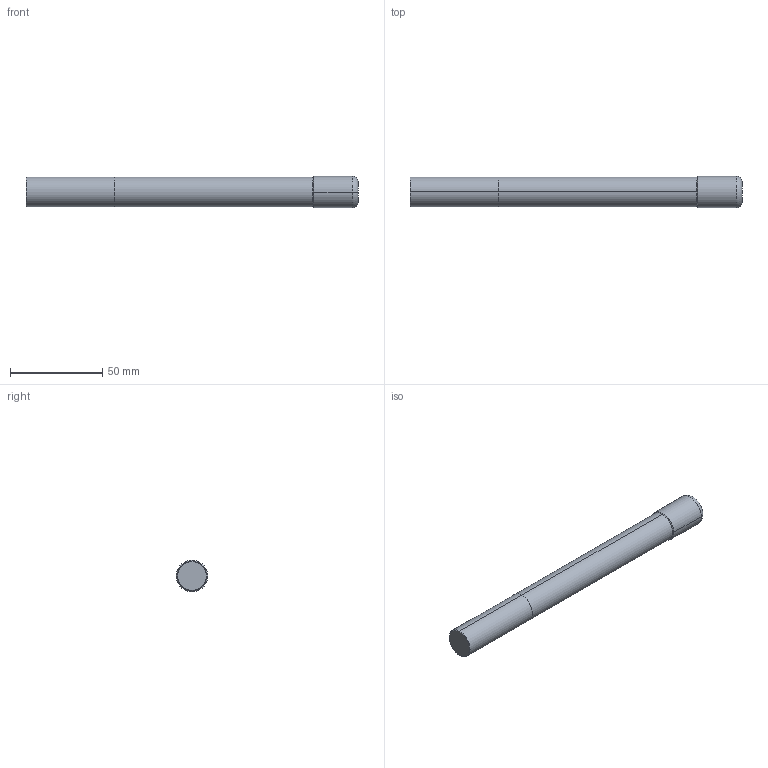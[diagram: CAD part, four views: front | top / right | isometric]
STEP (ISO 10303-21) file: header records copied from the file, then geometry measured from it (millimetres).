
FILE_DESCRIPTION((''),'2;1');
FILE_NAME('52107179_ASM','2019-10-16T16:33:03',('SCHMIDTST'),(''),'CREO PARAMETRIC BY PTC INC, 2018400','CREO PARAMETRIC BY PTC INC, 2018400','');
FILE_SCHEMA(('AUTOMOTIVE_DESIGN { 1 0 10303 214 1 1 1 1 }'));
Length unit declared in the file: millimetre
Products named in the file (3): 52107179NC; 52107179C; 52107179_ASM
Assembly tree (2 placements, depth 2):
  52107179_ASM
    52107179NC
    52107179C
Bounding box: 180 x 17 x 17 mm (x, y, z)
Volume: 31370.5 mm3; surface area: 9936.5 mm2
Topology: 1 solids, 2 shells, 16 faces, 31 edges, 20 vertices
Faces by surface type: cylinder 6, plane 4, cone 4, torus 2
Entity records: 1511 total; most frequent: DIRECTION 161, PROPERTY_DEFINITION 114, CARTESIAN_POINT 112, REPRESENTATION 112, PROPERTY_DEFINITION_REPRESENTATION 112, DESCRIPTIVE_REPRESENTATION_ITEM 78, GENERAL_PROPERTY 75, GENERAL_PROPERTY_ASSOCIATION 75
